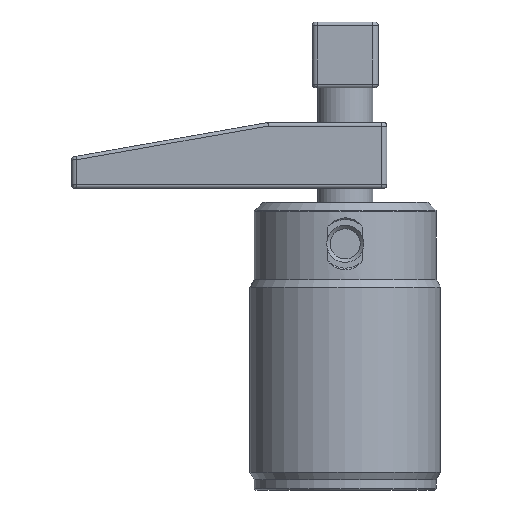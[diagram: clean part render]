
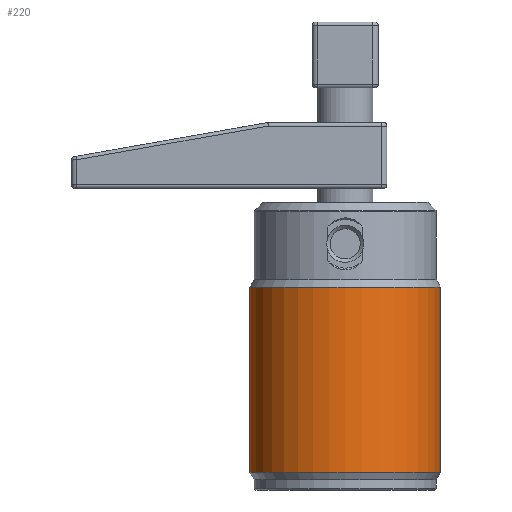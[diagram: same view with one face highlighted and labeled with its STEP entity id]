
A CAD part, front view. The second image highlights one B-rep face of the part: STEP entity #220.
In plain terms, the highlighted cylindrical face has radius 27.5 mm (diameter 55 mm), a full revolution.
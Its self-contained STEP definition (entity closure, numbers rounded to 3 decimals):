
#126=CYLINDRICAL_SURFACE('',#1591,27.5);
#220=ADVANCED_FACE('',(#506,#507),#126,.T.);
#506=FACE_BOUND('',#630,.T.);
#507=FACE_BOUND('',#631,.T.);
#630=EDGE_LOOP('',(#984));
#631=EDGE_LOOP('',(#985));
#984=ORIENTED_EDGE('',*,*,#1309,.T.);
#985=ORIENTED_EDGE('',*,*,#1310,.T.);
#1130=VERTEX_POINT('',#2673);
#1131=VERTEX_POINT('',#2675);
#1309=EDGE_CURVE('',#1130,#1130,#1412,.T.);
#1310=EDGE_CURVE('',#1131,#1131,#1413,.T.);
#1412=CIRCLE('',#1589,27.5);
#1413=CIRCLE('',#1590,27.5);
#1589=AXIS2_PLACEMENT_3D('',#2672,#2012,#2013);
#1590=AXIS2_PLACEMENT_3D('',#2674,#2014,#2015);
#1591=AXIS2_PLACEMENT_3D('',#2676,#2016,#2017);
#2012=DIRECTION('',(0.,0.,1.));
#2013=DIRECTION('',(-1.,0.,0.));
#2014=DIRECTION('',(0.,0.,-1.));
#2015=DIRECTION('',(1.,0.,0.));
#2016=DIRECTION('',(0.,0.,1.));
#2017=DIRECTION('',(1.,0.,0.));
#2672=CARTESIAN_POINT('',(0.,0.,-81.835));
#2673=CARTESIAN_POINT('',(-27.5,0.,-81.835));
#2674=CARTESIAN_POINT('',(0.,0.,-28.465));
#2675=CARTESIAN_POINT('',(27.5,0.,-28.465));
#2676=CARTESIAN_POINT('',(0.,0.,-84.));
